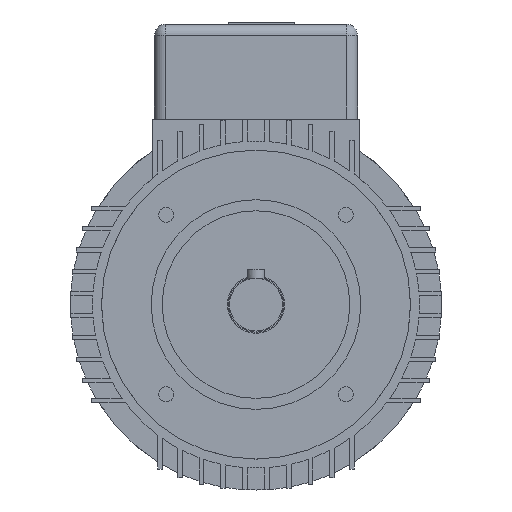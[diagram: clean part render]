
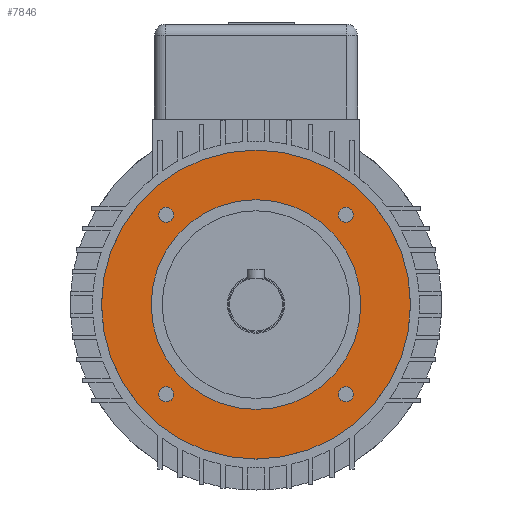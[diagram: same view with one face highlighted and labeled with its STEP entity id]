
A CAD part, front view. The second image highlights one B-rep face of the part: STEP entity #7846.
In plain terms, the highlighted planar face has unit normal (0, -1, 0).
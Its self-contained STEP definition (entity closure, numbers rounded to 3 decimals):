
#7599=CARTESIAN_POINT('',(40.659,-38.,44.059));
#7600=VERTEX_POINT('',#7599);
#7607=CARTESIAN_POINT('',(40.659,-38.,37.259));
#7608=VERTEX_POINT('',#7607);
#7609=CARTESIAN_POINT('',(40.659,-38.,40.659));
#7610=DIRECTION('',(-0.,1.,-0.));
#7611=DIRECTION('',(0.,0.,-1.));
#7612=AXIS2_PLACEMENT_3D('',#7609,#7610,#7611);
#7613=CIRCLE('',#7612,3.4);
#7614=EDGE_CURVE('',#7608,#7600,#7613,.T.);
#7713=CARTESIAN_POINT('',(0.,-38.,0.));
#7714=DIRECTION('',(0.,1.,0.));
#7715=DIRECTION('',(0.,0.,1.));
#7716=AXIS2_PLACEMENT_3D('',#7713,#7714,#7715);
#7717=PLANE('',#7716);
#7718=CARTESIAN_POINT('',(37.259,-38.,-40.659));
#7719=VERTEX_POINT('',#7718);
#7720=CARTESIAN_POINT('',(44.059,-38.,-40.659));
#7721=VERTEX_POINT('',#7720);
#7722=CARTESIAN_POINT('',(40.659,-38.,-40.659));
#7723=DIRECTION('',(0.,1.,0.));
#7724=DIRECTION('',(-1.,0.,0.));
#7725=AXIS2_PLACEMENT_3D('',#7722,#7723,#7724);
#7726=CIRCLE('',#7725,3.4);
#7727=EDGE_CURVE('',#7719,#7721,#7726,.T.);
#7728=ORIENTED_EDGE('',*,*,#7727,.T.);
#7729=CARTESIAN_POINT('',(40.659,-38.,-40.659));
#7730=DIRECTION('',(0.,1.,0.));
#7731=DIRECTION('',(-1.,0.,0.));
#7732=AXIS2_PLACEMENT_3D('',#7729,#7730,#7731);
#7733=CIRCLE('',#7732,3.4);
#7734=EDGE_CURVE('',#7721,#7719,#7733,.T.);
#7735=ORIENTED_EDGE('',*,*,#7734,.T.);
#7736=EDGE_LOOP('',(#7728,#7735));
#7737=FACE_BOUND('',#7736,.T.);
#7738=CARTESIAN_POINT('',(-40.659,-38.,-37.259));
#7739=VERTEX_POINT('',#7738);
#7740=CARTESIAN_POINT('',(-40.659,-38.,-44.059));
#7741=VERTEX_POINT('',#7740);
#7742=CARTESIAN_POINT('',(-40.659,-38.,-40.659));
#7743=DIRECTION('',(-0.,1.,0.));
#7744=DIRECTION('',(0.,0.,1.));
#7745=AXIS2_PLACEMENT_3D('',#7742,#7743,#7744);
#7746=CIRCLE('',#7745,3.4);
#7747=EDGE_CURVE('',#7739,#7741,#7746,.T.);
#7748=ORIENTED_EDGE('',*,*,#7747,.T.);
#7749=CARTESIAN_POINT('',(-40.659,-38.,-40.659));
#7750=DIRECTION('',(-0.,1.,0.));
#7751=DIRECTION('',(0.,0.,1.));
#7752=AXIS2_PLACEMENT_3D('',#7749,#7750,#7751);
#7753=CIRCLE('',#7752,3.4);
#7754=EDGE_CURVE('',#7741,#7739,#7753,.T.);
#7755=ORIENTED_EDGE('',*,*,#7754,.T.);
#7756=EDGE_LOOP('',(#7748,#7755));
#7757=FACE_BOUND('',#7756,.T.);
#7758=CARTESIAN_POINT('',(-37.259,-38.,40.659));
#7759=VERTEX_POINT('',#7758);
#7760=CARTESIAN_POINT('',(-44.059,-38.,40.659));
#7761=VERTEX_POINT('',#7760);
#7762=CARTESIAN_POINT('',(-40.659,-38.,40.659));
#7763=DIRECTION('',(0.,1.,0.));
#7764=DIRECTION('',(1.,0.,-0.));
#7765=AXIS2_PLACEMENT_3D('',#7762,#7763,#7764);
#7766=CIRCLE('',#7765,3.4);
#7767=EDGE_CURVE('',#7759,#7761,#7766,.T.);
#7768=ORIENTED_EDGE('',*,*,#7767,.T.);
#7769=CARTESIAN_POINT('',(-40.659,-38.,40.659));
#7770=DIRECTION('',(0.,1.,0.));
#7771=DIRECTION('',(1.,0.,-0.));
#7772=AXIS2_PLACEMENT_3D('',#7769,#7770,#7771);
#7773=CIRCLE('',#7772,3.4);
#7774=EDGE_CURVE('',#7761,#7759,#7773,.T.);
#7775=ORIENTED_EDGE('',*,*,#7774,.T.);
#7776=EDGE_LOOP('',(#7768,#7775));
#7777=FACE_BOUND('',#7776,.T.);
#7778=ORIENTED_EDGE('',*,*,#7614,.T.);
#7779=CARTESIAN_POINT('',(40.659,-38.,40.659));
#7780=DIRECTION('',(-0.,1.,-0.));
#7781=DIRECTION('',(0.,0.,-1.));
#7782=AXIS2_PLACEMENT_3D('',#7779,#7780,#7781);
#7783=CIRCLE('',#7782,3.4);
#7784=EDGE_CURVE('',#7600,#7608,#7783,.T.);
#7785=ORIENTED_EDGE('',*,*,#7784,.T.);
#7786=EDGE_LOOP('',(#7778,#7785));
#7787=FACE_BOUND('',#7786,.T.);
#7788=CARTESIAN_POINT('',(47.5,-38.,0.));
#7789=VERTEX_POINT('',#7788);
#7790=CARTESIAN_POINT('',(-0.,-38.,-47.5));
#7791=VERTEX_POINT('',#7790);
#7792=CARTESIAN_POINT('',(0.,-38.,0.));
#7793=DIRECTION('',(0.,1.,0.));
#7794=DIRECTION('',(0.,-0.,1.));
#7795=AXIS2_PLACEMENT_3D('',#7792,#7793,#7794);
#7796=CIRCLE('',#7795,47.5);
#7797=EDGE_CURVE('',#7789,#7791,#7796,.T.);
#7798=ORIENTED_EDGE('',*,*,#7797,.T.);
#7799=CARTESIAN_POINT('',(-0.,-38.,47.5));
#7800=VERTEX_POINT('',#7799);
#7801=CARTESIAN_POINT('',(0.,-38.,0.));
#7802=DIRECTION('',(0.,1.,0.));
#7803=DIRECTION('',(0.,-0.,1.));
#7804=AXIS2_PLACEMENT_3D('',#7801,#7802,#7803);
#7805=CIRCLE('',#7804,47.5);
#7806=EDGE_CURVE('',#7791,#7800,#7805,.T.);
#7807=ORIENTED_EDGE('',*,*,#7806,.T.);
#7808=CARTESIAN_POINT('',(0.,-38.,0.));
#7809=DIRECTION('',(0.,1.,0.));
#7810=DIRECTION('',(0.,-0.,1.));
#7811=AXIS2_PLACEMENT_3D('',#7808,#7809,#7810);
#7812=CIRCLE('',#7811,47.5);
#7813=EDGE_CURVE('',#7800,#7789,#7812,.T.);
#7814=ORIENTED_EDGE('',*,*,#7813,.T.);
#7815=EDGE_LOOP('',(#7798,#7807,#7814));
#7816=FACE_BOUND('',#7815,.T.);
#7817=CARTESIAN_POINT('',(0.,-38.,70.));
#7818=VERTEX_POINT('',#7817);
#7819=CARTESIAN_POINT('',(70.,-38.,0.));
#7820=VERTEX_POINT('',#7819);
#7821=CARTESIAN_POINT('',(0.,-38.,0.));
#7822=DIRECTION('',(-0.,1.,-0.));
#7823=DIRECTION('',(0.,0.,-1.));
#7824=AXIS2_PLACEMENT_3D('',#7821,#7822,#7823);
#7825=CIRCLE('',#7824,70.);
#7826=EDGE_CURVE('',#7818,#7820,#7825,.T.);
#7827=ORIENTED_EDGE('',*,*,#7826,.F.);
#7828=CARTESIAN_POINT('',(0.,-38.,-70.));
#7829=VERTEX_POINT('',#7828);
#7830=CARTESIAN_POINT('',(0.,-38.,0.));
#7831=DIRECTION('',(-0.,1.,-0.));
#7832=DIRECTION('',(0.,0.,-1.));
#7833=AXIS2_PLACEMENT_3D('',#7830,#7831,#7832);
#7834=CIRCLE('',#7833,70.);
#7835=EDGE_CURVE('',#7829,#7818,#7834,.T.);
#7836=ORIENTED_EDGE('',*,*,#7835,.F.);
#7837=CARTESIAN_POINT('',(0.,-38.,0.));
#7838=DIRECTION('',(-0.,1.,-0.));
#7839=DIRECTION('',(0.,0.,-1.));
#7840=AXIS2_PLACEMENT_3D('',#7837,#7838,#7839);
#7841=CIRCLE('',#7840,70.);
#7842=EDGE_CURVE('',#7820,#7829,#7841,.T.);
#7843=ORIENTED_EDGE('',*,*,#7842,.F.);
#7844=EDGE_LOOP('',(#7827,#7836,#7843));
#7845=FACE_BOUND('',#7844,.T.);
#7846=ADVANCED_FACE('',(#7737,#7757,#7777,#7787,#7816,#7845),#7717,.F.);
